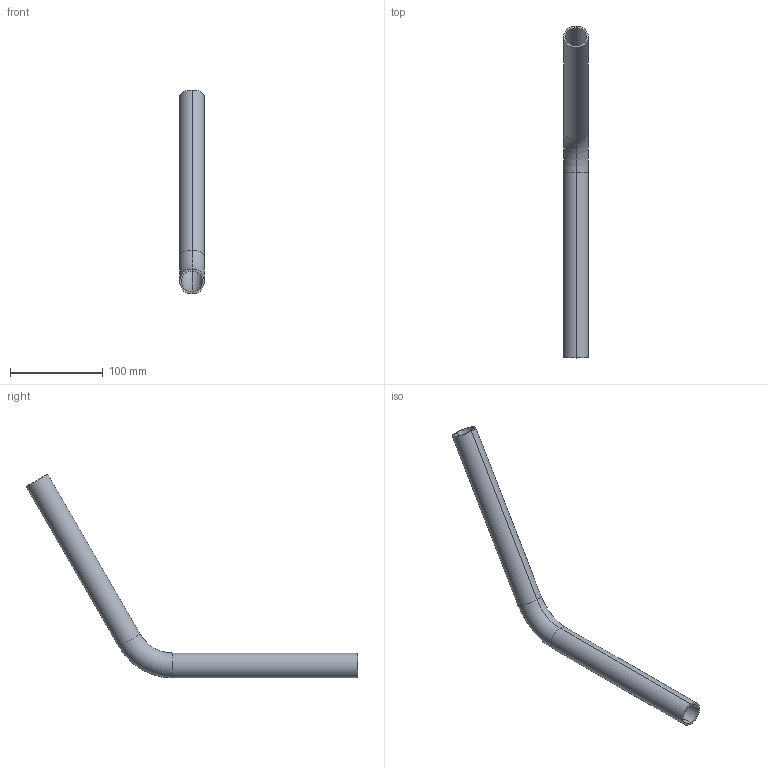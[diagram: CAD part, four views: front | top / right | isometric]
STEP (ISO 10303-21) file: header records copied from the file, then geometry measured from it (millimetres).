
FILE_DESCRIPTION (( 'STEP AP203' ), '1' );
FILE_NAME ('55110-060.STEP', '2016-12-06T10:57:42', ( '' ), ( '' ), 'SwSTEP 2.0', 'SolidWorks 2015', '' );
FILE_SCHEMA (( 'CONFIG_CONTROL_DESIGN' ));
Length unit declared in the file: millimetre
Products named in the file (1): 55110-060
Bounding box: 26.9 x 358.41 x 220.38 mm (x, y, z)
Volume: 71427.1 mm3; surface area: 71750 mm2
Topology: 1 solids, 1 shells, 223 faces, 583 edges, 386 vertices
Faces by surface type: bspline 100, plane 87, cylinder 32, torus 4
Entity records: 11250 total; most frequent: CARTESIAN_POINT 6785, ORIENTED_EDGE 1166, EDGE_CURVE 583, DIRECTION 481, VERTEX_POINT 386, B_SPLINE_CURVE_WITH_KNOTS 274, EDGE_LOOP 249, FACE_OUTER_BOUND 223
